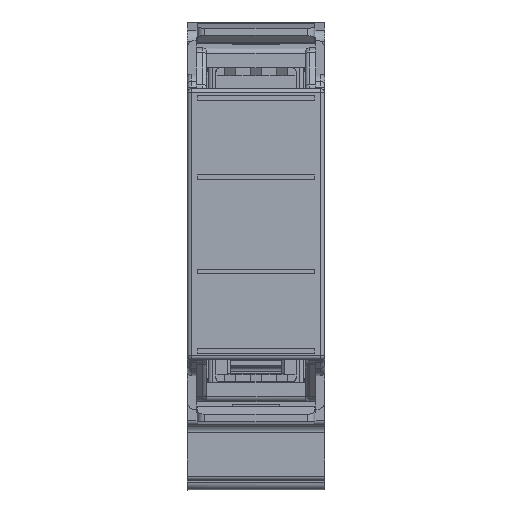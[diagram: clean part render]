
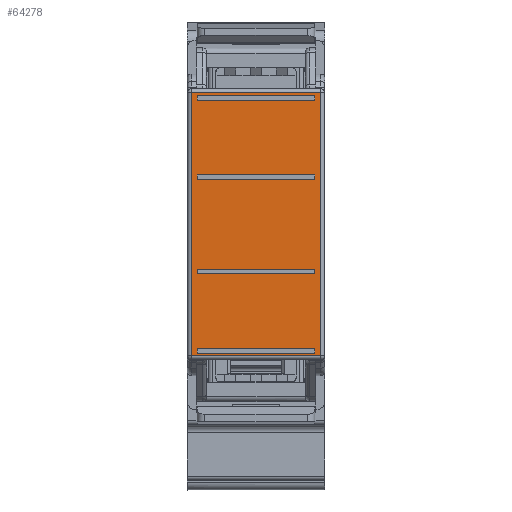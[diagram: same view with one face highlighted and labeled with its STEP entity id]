
A CAD part, top view. The second image highlights one B-rep face of the part: STEP entity #64278.
In plain terms, the highlighted planar face has unit normal (0, 0, 1).
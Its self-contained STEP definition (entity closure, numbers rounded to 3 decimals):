
#64246=AXIS2_PLACEMENT_3D('Plane Axis2P3D',#64243,#64244,#64245) ;
#58898=CARTESIAN_POINT('Vertex',(0.5,50.45,66.75)) ;
#58901=CARTESIAN_POINT('Line Origine',(17.5,50.45,66.75)) ;
#58905=CARTESIAN_POINT('Vertex',(17.,50.45,66.75)) ;
#61021=CARTESIAN_POINT('Vertex',(0.5,16.95,66.75)) ;
#61024=CARTESIAN_POINT('Line Origine',(0.5,50.95,66.75)) ;
#61952=CARTESIAN_POINT('Line Origine',(17.,50.95,66.75)) ;
#61956=CARTESIAN_POINT('Vertex',(17.,16.95,66.75)) ;
#63412=CARTESIAN_POINT('Line Origine',(17.5,16.95,66.75)) ;
#63430=CARTESIAN_POINT('Line Origine',(8.75,50.1,66.75)) ;
#63434=CARTESIAN_POINT('Vertex',(16.25,50.1,66.75)) ;
#63436=CARTESIAN_POINT('Vertex',(1.25,50.1,66.75)) ;
#63471=CARTESIAN_POINT('Line Origine',(16.25,49.8,66.75)) ;
#63475=CARTESIAN_POINT('Vertex',(16.25,49.5,66.75)) ;
#63503=CARTESIAN_POINT('Line Origine',(8.75,49.5,66.75)) ;
#63507=CARTESIAN_POINT('Vertex',(1.25,49.5,66.75)) ;
#63535=CARTESIAN_POINT('Line Origine',(1.25,49.8,66.75)) ;
#63558=CARTESIAN_POINT('Line Origine',(1.25,39.7,66.75)) ;
#63562=CARTESIAN_POINT('Vertex',(1.25,40.,66.75)) ;
#63564=CARTESIAN_POINT('Vertex',(1.25,39.4,66.75)) ;
#63599=CARTESIAN_POINT('Line Origine',(8.75,40.,66.75)) ;
#63603=CARTESIAN_POINT('Vertex',(16.25,40.,66.75)) ;
#63631=CARTESIAN_POINT('Line Origine',(16.25,39.7,66.75)) ;
#63635=CARTESIAN_POINT('Vertex',(16.25,39.4,66.75)) ;
#63663=CARTESIAN_POINT('Line Origine',(8.75,39.4,66.75)) ;
#63686=CARTESIAN_POINT('Line Origine',(16.25,27.7,66.75)) ;
#63690=CARTESIAN_POINT('Vertex',(16.25,27.4,66.75)) ;
#63692=CARTESIAN_POINT('Vertex',(16.25,28.,66.75)) ;
#63727=CARTESIAN_POINT('Line Origine',(8.75,27.4,66.75)) ;
#63731=CARTESIAN_POINT('Vertex',(1.25,27.4,66.75)) ;
#63759=CARTESIAN_POINT('Line Origine',(1.25,27.7,66.75)) ;
#63763=CARTESIAN_POINT('Vertex',(1.25,28.,66.75)) ;
#63791=CARTESIAN_POINT('Line Origine',(8.75,28.,66.75)) ;
#63814=CARTESIAN_POINT('Line Origine',(1.25,17.6,66.75)) ;
#63818=CARTESIAN_POINT('Vertex',(1.25,17.9,66.75)) ;
#63820=CARTESIAN_POINT('Vertex',(1.25,17.3,66.75)) ;
#63855=CARTESIAN_POINT('Line Origine',(8.75,17.9,66.75)) ;
#63859=CARTESIAN_POINT('Vertex',(16.25,17.9,66.75)) ;
#63887=CARTESIAN_POINT('Line Origine',(16.25,17.6,66.75)) ;
#63891=CARTESIAN_POINT('Vertex',(16.25,17.3,66.75)) ;
#63919=CARTESIAN_POINT('Line Origine',(8.75,17.3,66.75)) ;
#64243=CARTESIAN_POINT('Axis2P3D Location',(17.5,50.95,66.75)) ;
#58902=DIRECTION('Vector Direction',(1.,0.,0.)) ;
#61025=DIRECTION('Vector Direction',(0.,1.,0.)) ;
#61953=DIRECTION('Vector Direction',(0.,-1.,0.)) ;
#63413=DIRECTION('Vector Direction',(-1.,0.,0.)) ;
#63431=DIRECTION('Vector Direction',(-1.,0.,0.)) ;
#63472=DIRECTION('Vector Direction',(0.,1.,0.)) ;
#63504=DIRECTION('Vector Direction',(1.,0.,0.)) ;
#63536=DIRECTION('Vector Direction',(0.,-1.,0.)) ;
#63559=DIRECTION('Vector Direction',(0.,-1.,0.)) ;
#63600=DIRECTION('Vector Direction',(-1.,0.,0.)) ;
#63632=DIRECTION('Vector Direction',(0.,1.,0.)) ;
#63664=DIRECTION('Vector Direction',(1.,0.,0.)) ;
#63687=DIRECTION('Vector Direction',(0.,1.,0.)) ;
#63728=DIRECTION('Vector Direction',(1.,0.,0.)) ;
#63760=DIRECTION('Vector Direction',(0.,-1.,0.)) ;
#63792=DIRECTION('Vector Direction',(-1.,0.,0.)) ;
#63815=DIRECTION('Vector Direction',(0.,-1.,0.)) ;
#63856=DIRECTION('Vector Direction',(-1.,0.,0.)) ;
#63888=DIRECTION('Vector Direction',(0.,1.,0.)) ;
#63920=DIRECTION('Vector Direction',(1.,0.,0.)) ;
#64244=DIRECTION('Axis2P3D Direction',(0.,0.,1.)) ;
#64245=DIRECTION('Axis2P3D XDirection',(0.,1.,0.)) ;
#58903=VECTOR('Line Direction',#58902,1.) ;
#61026=VECTOR('Line Direction',#61025,1.) ;
#61954=VECTOR('Line Direction',#61953,1.) ;
#63414=VECTOR('Line Direction',#63413,1.) ;
#63432=VECTOR('Line Direction',#63431,1.) ;
#63473=VECTOR('Line Direction',#63472,1.) ;
#63505=VECTOR('Line Direction',#63504,1.) ;
#63537=VECTOR('Line Direction',#63536,1.) ;
#63560=VECTOR('Line Direction',#63559,1.) ;
#63601=VECTOR('Line Direction',#63600,1.) ;
#63633=VECTOR('Line Direction',#63632,1.) ;
#63665=VECTOR('Line Direction',#63664,1.) ;
#63688=VECTOR('Line Direction',#63687,1.) ;
#63729=VECTOR('Line Direction',#63728,1.) ;
#63761=VECTOR('Line Direction',#63760,1.) ;
#63793=VECTOR('Line Direction',#63792,1.) ;
#63816=VECTOR('Line Direction',#63815,1.) ;
#63857=VECTOR('Line Direction',#63856,1.) ;
#63889=VECTOR('Line Direction',#63888,1.) ;
#63921=VECTOR('Line Direction',#63920,1.) ;
#64249=ORIENTED_EDGE('',*,*,#61028,.T.) ;
#64250=ORIENTED_EDGE('',*,*,#63416,.T.) ;
#64251=ORIENTED_EDGE('',*,*,#61958,.T.) ;
#64252=ORIENTED_EDGE('',*,*,#58907,.T.) ;
#64255=ORIENTED_EDGE('',*,*,#63923,.F.) ;
#64256=ORIENTED_EDGE('',*,*,#63822,.F.) ;
#64257=ORIENTED_EDGE('',*,*,#63861,.F.) ;
#64258=ORIENTED_EDGE('',*,*,#63893,.F.) ;
#64261=ORIENTED_EDGE('',*,*,#63795,.F.) ;
#64262=ORIENTED_EDGE('',*,*,#63694,.F.) ;
#64263=ORIENTED_EDGE('',*,*,#63733,.F.) ;
#64264=ORIENTED_EDGE('',*,*,#63765,.F.) ;
#64267=ORIENTED_EDGE('',*,*,#63667,.F.) ;
#64268=ORIENTED_EDGE('',*,*,#63566,.F.) ;
#64269=ORIENTED_EDGE('',*,*,#63605,.F.) ;
#64270=ORIENTED_EDGE('',*,*,#63637,.F.) ;
#64273=ORIENTED_EDGE('',*,*,#63539,.F.) ;
#64274=ORIENTED_EDGE('',*,*,#63438,.F.) ;
#64275=ORIENTED_EDGE('',*,*,#63477,.F.) ;
#64276=ORIENTED_EDGE('',*,*,#63509,.F.) ;
#64259=FACE_BOUND('',#64254,.T.) ;
#64265=FACE_BOUND('',#64260,.T.) ;
#64271=FACE_BOUND('',#64266,.T.) ;
#64277=FACE_BOUND('',#64272,.T.) ;
#64278=ADVANCED_FACE('Hauptk\X2\00F6\X0\rper',(#64253,#64259,#64265,#64271,#64277),#64247,.T.) ;
#58907=EDGE_CURVE('',#58906,#58899,#58904,.F.) ;
#61028=EDGE_CURVE('',#58899,#61022,#61027,.F.) ;
#61958=EDGE_CURVE('',#61957,#58906,#61955,.F.) ;
#63416=EDGE_CURVE('',#61022,#61957,#63415,.F.) ;
#63438=EDGE_CURVE('',#63435,#63437,#63433,.T.) ;
#63477=EDGE_CURVE('',#63476,#63435,#63474,.T.) ;
#63509=EDGE_CURVE('',#63508,#63476,#63506,.T.) ;
#63539=EDGE_CURVE('',#63437,#63508,#63538,.T.) ;
#63566=EDGE_CURVE('',#63563,#63565,#63561,.T.) ;
#63605=EDGE_CURVE('',#63604,#63563,#63602,.T.) ;
#63637=EDGE_CURVE('',#63636,#63604,#63634,.T.) ;
#63667=EDGE_CURVE('',#63565,#63636,#63666,.T.) ;
#63694=EDGE_CURVE('',#63691,#63693,#63689,.T.) ;
#63733=EDGE_CURVE('',#63732,#63691,#63730,.T.) ;
#63765=EDGE_CURVE('',#63764,#63732,#63762,.T.) ;
#63795=EDGE_CURVE('',#63693,#63764,#63794,.T.) ;
#63822=EDGE_CURVE('',#63819,#63821,#63817,.T.) ;
#63861=EDGE_CURVE('',#63860,#63819,#63858,.T.) ;
#63893=EDGE_CURVE('',#63892,#63860,#63890,.T.) ;
#63923=EDGE_CURVE('',#63821,#63892,#63922,.T.) ;
#64248=EDGE_LOOP('',(#64249,#64250,#64251,#64252)) ;
#64254=EDGE_LOOP('',(#64255,#64256,#64257,#64258)) ;
#64260=EDGE_LOOP('',(#64261,#64262,#64263,#64264)) ;
#64266=EDGE_LOOP('',(#64267,#64268,#64269,#64270)) ;
#64272=EDGE_LOOP('',(#64273,#64274,#64275,#64276)) ;
#64253=FACE_OUTER_BOUND('',#64248,.T.) ;
#58904=LINE('Line',#58901,#58903) ;
#61027=LINE('Line',#61024,#61026) ;
#61955=LINE('Line',#61952,#61954) ;
#63415=LINE('Line',#63412,#63414) ;
#63433=LINE('Line',#63430,#63432) ;
#63474=LINE('Line',#63471,#63473) ;
#63506=LINE('Line',#63503,#63505) ;
#63538=LINE('Line',#63535,#63537) ;
#63561=LINE('Line',#63558,#63560) ;
#63602=LINE('Line',#63599,#63601) ;
#63634=LINE('Line',#63631,#63633) ;
#63666=LINE('Line',#63663,#63665) ;
#63689=LINE('Line',#63686,#63688) ;
#63730=LINE('Line',#63727,#63729) ;
#63762=LINE('Line',#63759,#63761) ;
#63794=LINE('Line',#63791,#63793) ;
#63817=LINE('Line',#63814,#63816) ;
#63858=LINE('Line',#63855,#63857) ;
#63890=LINE('Line',#63887,#63889) ;
#63922=LINE('Line',#63919,#63921) ;
#64247=PLANE('',#64246) ;
#58899=VERTEX_POINT('',#58898) ;
#58906=VERTEX_POINT('',#58905) ;
#61022=VERTEX_POINT('',#61021) ;
#61957=VERTEX_POINT('',#61956) ;
#63435=VERTEX_POINT('',#63434) ;
#63437=VERTEX_POINT('',#63436) ;
#63476=VERTEX_POINT('',#63475) ;
#63508=VERTEX_POINT('',#63507) ;
#63563=VERTEX_POINT('',#63562) ;
#63565=VERTEX_POINT('',#63564) ;
#63604=VERTEX_POINT('',#63603) ;
#63636=VERTEX_POINT('',#63635) ;
#63691=VERTEX_POINT('',#63690) ;
#63693=VERTEX_POINT('',#63692) ;
#63732=VERTEX_POINT('',#63731) ;
#63764=VERTEX_POINT('',#63763) ;
#63819=VERTEX_POINT('',#63818) ;
#63821=VERTEX_POINT('',#63820) ;
#63860=VERTEX_POINT('',#63859) ;
#63892=VERTEX_POINT('',#63891) ;
